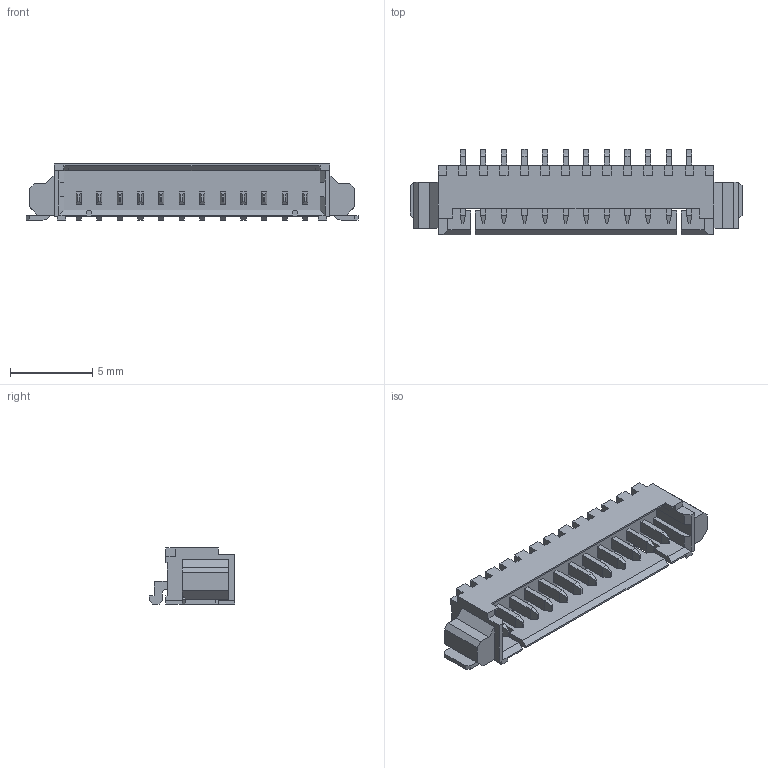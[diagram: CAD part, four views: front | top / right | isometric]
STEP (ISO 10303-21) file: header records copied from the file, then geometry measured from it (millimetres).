
FILE_DESCRIPTION (( 'STEP AP214' ), '1' );
FILE_NAME ('532611271.STEP', '2021-11-24T20:39:30', ( 'AVRASM1234' ), ( '' ), 'SwSTEP 2.0', 'SolidWorks 2017', '' );
FILE_SCHEMA (( 'AUTOMOTIVE_DESIGN' ));
Length unit declared in the file: millimetre
Products named in the file (1): 532611271
Bounding box: 20.15 x 5.2 x 3.4 mm (x, y, z)
Volume: 121.2 mm3; surface area: 561.4 mm2
Topology: 15 solids, 15 shells, 588 faces, 1608 edges, 1052 vertices
Faces by surface type: plane 556, cylinder 32
Entity records: 21704 total; most frequent: CARTESIAN_POINT 3249, ORIENTED_EDGE 3216, DIRECTION 2850, EDGE_CURVE 1608, LINE 1544, VECTOR 1544, VERTEX_POINT 1052, AXIS2_PLACEMENT_3D 653
